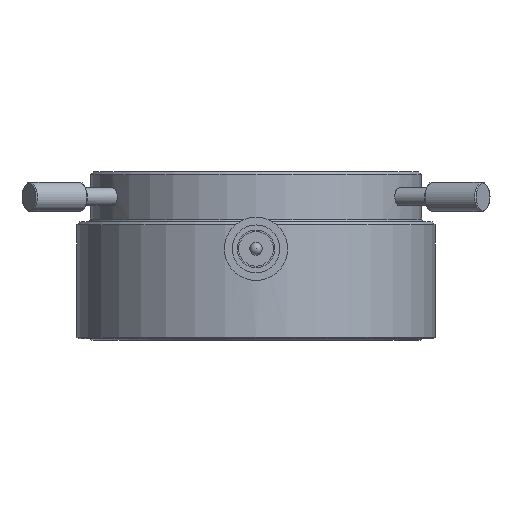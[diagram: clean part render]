
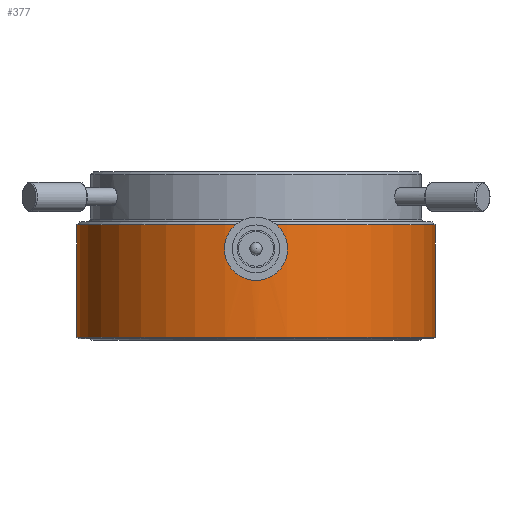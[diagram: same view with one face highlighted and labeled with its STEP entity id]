
A CAD part, front view. The second image highlights one B-rep face of the part: STEP entity #377.
In plain terms, the highlighted cylindrical face has radius 30 mm (diameter 60 mm), a full revolution.
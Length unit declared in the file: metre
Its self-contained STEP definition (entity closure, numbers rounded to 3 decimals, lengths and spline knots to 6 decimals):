
#377=ADVANCED_FACE('23:32119',(#786,#787,#788),#789,.T.);
#786=FACE_BOUND('',#1286,.T.);
#787=FACE_OUTER_BOUND('',#1287,.T.);
#788=FACE_OUTER_BOUND('',#1288,.T.);
#789=CYLINDRICAL_SURFACE('',#1289,0.03);
#1286=EDGE_LOOP('',(#2003));
#1287=EDGE_LOOP('',(#2004));
#1288=EDGE_LOOP('',(#2005));
#1289=AXIS2_PLACEMENT_3D('',#2006,#2007,#2008);
#2003=ORIENTED_EDGE('',*,*,#2208,.F.);
#2004=ORIENTED_EDGE('',*,*,#2298,.T.);
#2005=ORIENTED_EDGE('',*,*,#2299,.T.);
#2006=CARTESIAN_POINT('',(0.0,0.0,0.0198));
#2007=DIRECTION('',(0.0,0.0,-1.0));
#2008=DIRECTION('',(-1.0,0.0,0.0));
#2208=EDGE_CURVE('23:32368',#2551,#2551,#2552,.T.);
#2298=EDGE_CURVE('23:32311',#2688,#2688,#2689,.T.);
#2299=EDGE_CURVE('23:32320',#2690,#2690,#2691,.F.);
#2551=VERTEX_POINT('',#3015);
#2552=B_SPLINE_CURVE_WITH_KNOTS('',3,(#3016,#3017,#3018,#3019,#3020,#3021,#3022,#3023,#3024,#3025,#3026,#3027,#3028,#3029,#3030,#3031,#3032,#3033,#3034,#3035,#3036,#3037,#3038,#3039,#3040,#3041,#3042,#3043,#3044,#3045,#3046,#3047,#3048,#3049,#3050,#3051,#3052,#3053,#3054,#3055,#3056,#3057,#3058,#3059,#3060,#3061,#3062,#3063,#3064,#3065,#3066,#3067,#3068,#3069,#3070,#3071),.UNSPECIFIED.,.T.,.F.,(2,2,2,2,2,2,2,2,2,2,2,2,2,2,2,2,2,2,2,2,2,2,2,2,2,2,2,2,2,2),(-0.000782,0.0,0.000391,0.000782,0.001173,0.001563,0.002345,0.003127,0.003518,0.003909,0.0043,0.00469,0.005081,0.005472,0.005863,0.006254,0.007036,0.007817,0.008208,0.008599,0.00899,0.009381,0.009772,0.010163,0.010554,0.010944,0.011335,0.011726,0.012508,0.012899),.UNSPECIFIED.);
#2688=VERTEX_POINT('',#3501);
#2689=CIRCLE('',#3502,0.03);
#2690=VERTEX_POINT('',#3503);
#2691=CIRCLE('',#3504,0.03);
#3015=CARTESIAN_POINT('',(0.002,-0.029933,0.0153));
#3016=CARTESIAN_POINT('',(0.002,-0.029933,0.015036));
#3017=CARTESIAN_POINT('',(0.002,-0.029933,0.015432));
#3018=CARTESIAN_POINT('',(0.001987,-0.029934,0.015562));
#3019=CARTESIAN_POINT('',(0.001936,-0.029937,0.015818));
#3020=CARTESIAN_POINT('',(0.001898,-0.02994,0.015945));
#3021=CARTESIAN_POINT('',(0.001797,-0.029946,0.016187));
#3022=CARTESIAN_POINT('',(0.001736,-0.02995,0.016302));
#3023=CARTESIAN_POINT('',(0.001591,-0.029958,0.016519));
#3024=CARTESIAN_POINT('',(0.001506,-0.029962,0.016622));
#3025=CARTESIAN_POINT('',(0.00123,-0.029975,0.016899));
#3026=CARTESIAN_POINT('',(0.001007,-0.029984,0.017048));
#3027=CARTESIAN_POINT('',(0.000525,-0.029996,0.017247));
#3028=CARTESIAN_POINT('',(0.000262,-0.03,0.0173));
#3029=CARTESIAN_POINT('',(-0.000129,-0.03,0.0173));
#3030=CARTESIAN_POINT('',(-0.000262,-0.029999,0.017287));
#3031=CARTESIAN_POINT('',(-0.000518,-0.029996,0.017236));
#3032=CARTESIAN_POINT('',(-0.000643,-0.029993,0.017198));
#3033=CARTESIAN_POINT('',(-0.000885,-0.029987,0.017098));
#3034=CARTESIAN_POINT('',(-0.001002,-0.029983,0.017036));
#3035=CARTESIAN_POINT('',(-0.001219,-0.029975,0.016891));
#3036=CARTESIAN_POINT('',(-0.00132,-0.029971,0.016808));
#3037=CARTESIAN_POINT('',(-0.001507,-0.029962,0.016622));
#3038=CARTESIAN_POINT('',(-0.00159,-0.029958,0.01652));
#3039=CARTESIAN_POINT('',(-0.001735,-0.02995,0.016304));
#3040=CARTESIAN_POINT('',(-0.001797,-0.029946,0.016187));
#3041=CARTESIAN_POINT('',(-0.001898,-0.02994,0.015945));
#3042=CARTESIAN_POINT('',(-0.001936,-0.029938,0.01582));
#3043=CARTESIAN_POINT('',(-0.001987,-0.029934,0.015564));
#3044=CARTESIAN_POINT('',(-0.002,-0.029933,0.015431));
#3045=CARTESIAN_POINT('',(-0.002,-0.029933,0.01504));
#3046=CARTESIAN_POINT('',(-0.001948,-0.029937,0.014776));
#3047=CARTESIAN_POINT('',(-0.001749,-0.029949,0.014295));
#3048=CARTESIAN_POINT('',(-0.0016,-0.029958,0.014072));
#3049=CARTESIAN_POINT('',(-0.001323,-0.029971,0.013795));
#3050=CARTESIAN_POINT('',(-0.001221,-0.029975,0.01371));
#3051=CARTESIAN_POINT('',(-0.001003,-0.029983,0.013565));
#3052=CARTESIAN_POINT('',(-0.000889,-0.029987,0.013503));
#3053=CARTESIAN_POINT('',(-0.000647,-0.029993,0.013403));
#3054=CARTESIAN_POINT('',(-0.00052,-0.029996,0.013364));
#3055=CARTESIAN_POINT('',(-0.000264,-0.029999,0.013313));
#3056=CARTESIAN_POINT('',(-0.000134,-0.03,0.0133));
#3057=CARTESIAN_POINT('',(0.00013,-0.03,0.0133));
#3058=CARTESIAN_POINT('',(0.00026,-0.029999,0.013313));
#3059=CARTESIAN_POINT('',(0.000516,-0.029996,0.013363));
#3060=CARTESIAN_POINT('',(0.000643,-0.029993,0.013402));
#3061=CARTESIAN_POINT('',(0.000885,-0.029987,0.013502));
#3062=CARTESIAN_POINT('',(0.001,-0.029984,0.013563));
#3063=CARTESIAN_POINT('',(0.001218,-0.029975,0.013708));
#3064=CARTESIAN_POINT('',(0.001321,-0.029971,0.013792));
#3065=CARTESIAN_POINT('',(0.001505,-0.029962,0.013977));
#3066=CARTESIAN_POINT('',(0.001588,-0.029958,0.014077));
#3067=CARTESIAN_POINT('',(0.001735,-0.02995,0.014296));
#3068=CARTESIAN_POINT('',(0.001797,-0.029946,0.014412));
#3069=CARTESIAN_POINT('',(0.001947,-0.029937,0.014773));
#3070=CARTESIAN_POINT('',(0.002,-0.029933,0.015036));
#3071=CARTESIAN_POINT('',(0.002,-0.029933,0.015432));
#3501=CARTESIAN_POINT('',(-0.03,0.0,0.0193));
#3502=AXIS2_PLACEMENT_3D('',#3825,#3826,#3827);
#3503=CARTESIAN_POINT('',(-0.03,0.,0.0005));
#3504=AXIS2_PLACEMENT_3D('',#3828,#3829,#3830);
#3825=CARTESIAN_POINT('',(0.0,0.0,0.0193));
#3826=DIRECTION('',(-0.0,0.0,-1.0));
#3827=DIRECTION('',(-1.0,0.0,0.0));
#3828=CARTESIAN_POINT('',(0.0,0.0,0.0005));
#3829=DIRECTION('',(-0.0,0.0,-1.0));
#3830=DIRECTION('',(-1.0,0.0,0.0));
